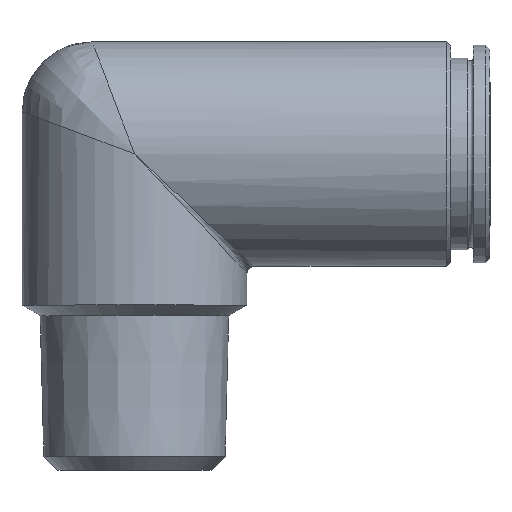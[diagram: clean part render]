
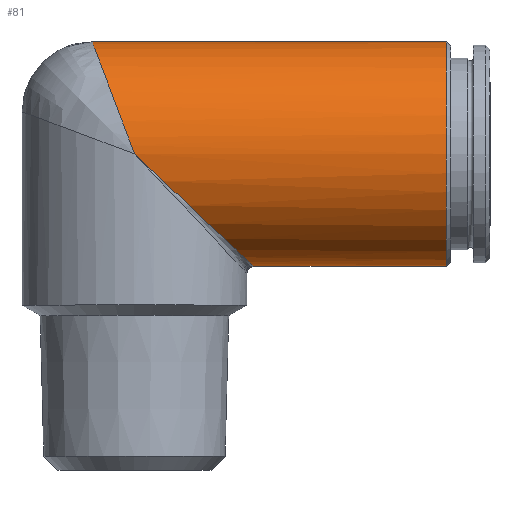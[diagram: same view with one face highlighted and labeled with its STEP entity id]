
A CAD part, top view. The second image highlights one B-rep face of the part: STEP entity #81.
In plain terms, the highlighted cylindrical face has radius 8 mm (diameter 16 mm), a full revolution.
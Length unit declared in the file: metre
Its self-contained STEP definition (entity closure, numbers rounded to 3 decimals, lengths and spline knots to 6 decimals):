
#81 = ADVANCED_FACE( 'NONE', ( #178, #179 ), #180, .T. );
#178 = FACE_OUTER_BOUND( '', #499, .T. );
#179 = FACE_OUTER_BOUND( '', #500, .T. );
#180 = CYLINDRICAL_SURFACE( '', #501, 0.008 );
#499 = EDGE_LOOP( '', ( #630 ) );
#500 = EDGE_LOOP( '', ( #631, #632 ) );
#501 = AXIS2_PLACEMENT_3D( '', #633, #634, #635 );
#630 = ORIENTED_EDGE( '', *, *, #707, .T. );
#631 = ORIENTED_EDGE( '', *, *, #724, .T. );
#632 = ORIENTED_EDGE( '', *, *, #712, .T. );
#633 = CARTESIAN_POINT( '', ( 0., 0., 0. ) );
#634 = DIRECTION( '', ( -1., 0., 0. ) );
#635 = DIRECTION( '', ( 0., 0., -1. ) );
#707 = EDGE_CURVE( 'NONE', #774, #774, #775, .T. );
#712 = EDGE_CURVE( 'NONE', #780, #781, #782, .T. );
#724 = EDGE_CURVE( 'NONE', #781, #780, #797, .T. );
#774 = VERTEX_POINT( '', #879 );
#775 = CIRCLE( '', #880, 0.008 );
#780 = VERTEX_POINT( 'NONE', #885 );
#781 = VERTEX_POINT( 'NONE', #886 );
#782 = B_SPLINE_CURVE_WITH_KNOTS( '', 3, ( #887, #888, #889, #890, #891, #892, #893, #894, #895, #896, #897, #898, #899, #900, #901, #902, #903, #904, #905, #906, #907, #908, #909, #910, #911, #912, #913, #914, #915, #916, #917, #918 ), .UNSPECIFIED., .F., .F., ( 4, 1, 1, 1, 1, 1, 1, 1, 1, 1, 1, 1, 1, 1, 1, 1, 1, 1, 1, 1, 1, 1, 1, 1, 1, 1, 1, 1, 1, 4 ), ( 0., 0.01381, 0.026899, 0.039268, 0.050916, 0.061843, 0.07205, 0.081537, 0.090302, 0.098348, 0.105672, 0.174392, 0.232827, 0.305901, 0.36919, 0.435438, 0.468075, 0.500003, 0.531929, 0.564568, 0.630816, 0.694104, 0.767179, 0.825612, 0.894333, 0.909702, 0.927954, 0.949087, 0.973102, 1. ), .UNSPECIFIED. );
#797 = B_SPLINE_CURVE_WITH_KNOTS( '', 3, ( #1003, #1004, #1005, #1006, #1007, #1008, #1009, #1010, #1011, #1012, #1013, #1014, #1015, #1016, #1017, #1018, #1019, #1020, #1021, #1022, #1023, #1024, #1025, #1026, #1027, #1028, #1029, #1030, #1031, #1032 ), .UNSPECIFIED., .F., .F., ( 4, 1, 1, 1, 1, 1, 1, 1, 1, 1, 1, 1, 1, 1, 1, 1, 1, 1, 1, 1, 1, 1, 1, 1, 1, 1, 1, 4 ), ( 0., 0.01213, 0.023637, 0.034522, 0.044784, 0.054424, 0.063441, 0.071836, 0.079608, 0.086758, 0.093285, 0.155428, 0.210055, 0.281963, 0.348575, 0.425359, 0.500005, 0.574649, 0.651435, 0.718045, 0.789954, 0.84458, 0.906724, 0.9204, 0.936565, 0.955221, 0.976366, 1. ), .UNSPECIFIED. );
#879 = CARTESIAN_POINT( '', ( 0.0222, 0., 0.008 ) );
#880 = AXIS2_PLACEMENT_3D( '', #1082, #1083, #1084 );
#885 = CARTESIAN_POINT( '', ( 0., 0., 0.008 ) );
#886 = CARTESIAN_POINT( '', ( 0., 0., -0.008 ) );
#887 = CARTESIAN_POINT( '', ( 0., 0., 0.008 ) );
#888 = CARTESIAN_POINT( '', ( 0.000104, -0.000098, 0.007999 ) );
#889 = CARTESIAN_POINT( '', ( 0.000308, -0.00029, 0.007997 ) );
#890 = CARTESIAN_POINT( '', ( 0.000604, -0.000569, 0.007981 ) );
#891 = CARTESIAN_POINT( '', ( 0.000883, -0.000833, 0.007958 ) );
#892 = CARTESIAN_POINT( '', ( 0.001146, -0.00108, 0.007928 ) );
#893 = CARTESIAN_POINT( '', ( 0.001393, -0.001312, 0.007893 ) );
#894 = CARTESIAN_POINT( '', ( 0.001622, -0.001528, 0.007854 ) );
#895 = CARTESIAN_POINT( '', ( 0.001835, -0.001728, 0.007812 ) );
#896 = CARTESIAN_POINT( '', ( 0.002032, -0.001913, 0.007769 ) );
#897 = CARTESIAN_POINT( '', ( 0.002212, -0.002082, 0.007725 ) );
#898 = CARTESIAN_POINT( '', ( 0.002836, -0.002669, 0.00756 ) );
#899 = CARTESIAN_POINT( '', ( 0.003819, -0.003597, 0.007194 ) );
#900 = CARTESIAN_POINT( '', ( 0.005217, -0.004909, 0.006381 ) );
#901 = CARTESIAN_POINT( '', ( 0.006466, -0.006088, 0.005288 ) );
#902 = CARTESIAN_POINT( '', ( 0.007564, -0.007119, 0.003798 ) );
#903 = CARTESIAN_POINT( '', ( 0.00819, -0.007708, 0.002317 ) );
#904 = CARTESIAN_POINT( '', ( 0.008455, -0.007958, 0.001003 ) );
#905 = CARTESIAN_POINT( '', ( 0.008522, -0.008021, 0. ) );
#906 = CARTESIAN_POINT( '', ( 0.008455, -0.007958, -0.001003 ) );
#907 = CARTESIAN_POINT( '', ( 0.00819, -0.007708, -0.002317 ) );
#908 = CARTESIAN_POINT( '', ( 0.007564, -0.007119, -0.003798 ) );
#909 = CARTESIAN_POINT( '', ( 0.006466, -0.006088, -0.005288 ) );
#910 = CARTESIAN_POINT( '', ( 0.005217, -0.004909, -0.006381 ) );
#911 = CARTESIAN_POINT( '', ( 0.003819, -0.003597, -0.007194 ) );
#912 = CARTESIAN_POINT( '', ( 0.002777, -0.002613, -0.007582 ) );
#913 = CARTESIAN_POINT( '', ( 0.002016, -0.001898, -0.007774 ) );
#914 = CARTESIAN_POINT( '', ( 0.001606, -0.001513, -0.007859 ) );
#915 = CARTESIAN_POINT( '', ( 0.00113, -0.001065, -0.007933 ) );
#916 = CARTESIAN_POINT( '', ( 0.000588, -0.000554, -0.007989 ) );
#917 = CARTESIAN_POINT( '', ( 0.000203, -0.000191, -0.007996 ) );
#918 = CARTESIAN_POINT( '', ( 0., 0., -0.008 ) );
#1003 = CARTESIAN_POINT( '', ( 0., 0., -0.008 ) );
#1004 = CARTESIAN_POINT( '', ( -0.000037, 0.000098, -0.007999 ) );
#1005 = CARTESIAN_POINT( '', ( -0.000109, 0.00029, -0.007997 ) );
#1006 = CARTESIAN_POINT( '', ( -0.000213, 0.000569, -0.007981 ) );
#1007 = CARTESIAN_POINT( '', ( -0.000312, 0.000833, -0.007958 ) );
#1008 = CARTESIAN_POINT( '', ( -0.000405, 0.001081, -0.007928 ) );
#1009 = CARTESIAN_POINT( '', ( -0.000492, 0.001312, -0.007893 ) );
#1010 = CARTESIAN_POINT( '', ( -0.000573, 0.001529, -0.007854 ) );
#1011 = CARTESIAN_POINT( '', ( -0.000648, 0.001729, -0.007812 ) );
#1012 = CARTESIAN_POINT( '', ( -0.000717, 0.001913, -0.007769 ) );
#1013 = CARTESIAN_POINT( '', ( -0.000781, 0.002082, -0.007725 ) );
#1014 = CARTESIAN_POINT( '', ( -0.001004, 0.002676, -0.007558 ) );
#1015 = CARTESIAN_POINT( '', ( -0.001356, 0.003618, -0.007184 ) );
#1016 = CARTESIAN_POINT( '', ( -0.001854, 0.004942, -0.006357 ) );
#1017 = CARTESIAN_POINT( '', ( -0.002297, 0.006127, -0.005243 ) );
#1018 = CARTESIAN_POINT( '', ( -0.002685, 0.007159, -0.003725 ) );
#1019 = CARTESIAN_POINT( '', ( -0.002939, 0.007839, -0.001961 ) );
#1020 = CARTESIAN_POINT( '', ( -0.00303, 0.008079, 0. ) );
#1021 = CARTESIAN_POINT( '', ( -0.002939, 0.007839, 0.001961 ) );
#1022 = CARTESIAN_POINT( '', ( -0.002685, 0.007159, 0.003725 ) );
#1023 = CARTESIAN_POINT( '', ( -0.002297, 0.006127, 0.005243 ) );
#1024 = CARTESIAN_POINT( '', ( -0.001854, 0.004942, 0.006357 ) );
#1025 = CARTESIAN_POINT( '', ( -0.001356, 0.003618, 0.007184 ) );
#1026 = CARTESIAN_POINT( '', ( -0.000983, 0.002621, 0.00758 ) );
#1027 = CARTESIAN_POINT( '', ( -0.000712, 0.001899, 0.007774 ) );
#1028 = CARTESIAN_POINT( '', ( -0.000567, 0.001514, 0.007859 ) );
#1029 = CARTESIAN_POINT( '', ( -0.000399, 0.001066, 0.007933 ) );
#1030 = CARTESIAN_POINT( '', ( -0.000208, 0.000554, 0.007989 ) );
#1031 = CARTESIAN_POINT( '', ( -0.000072, 0.000191, 0.007996 ) );
#1032 = CARTESIAN_POINT( '', ( 0., 0., 0.008 ) );
#1082 = CARTESIAN_POINT( '', ( 0.0222, 0., 0. ) );
#1083 = DIRECTION( '', ( -1., 0., 0. ) );
#1084 = DIRECTION( '', ( 0., 0., 1. ) );
